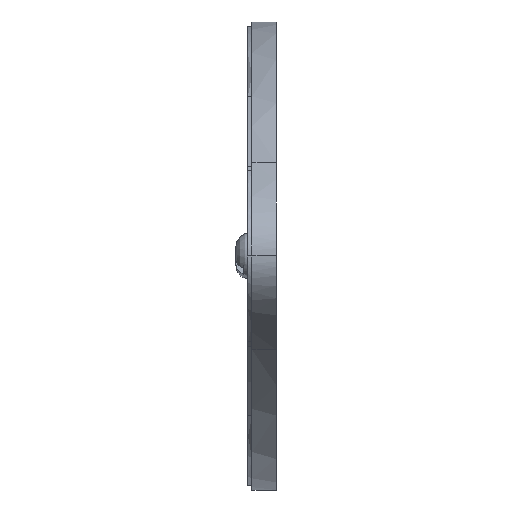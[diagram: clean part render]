
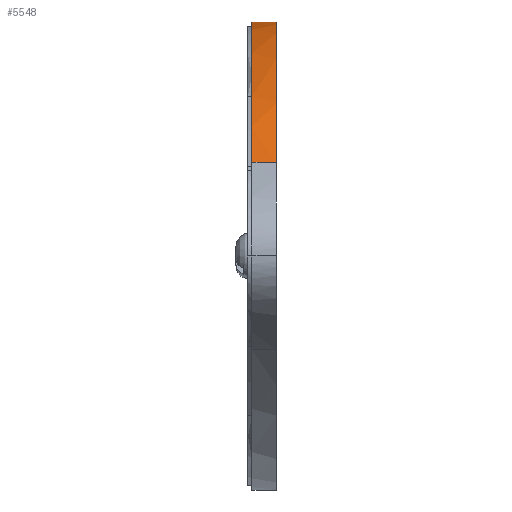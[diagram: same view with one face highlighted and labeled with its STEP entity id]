
A CAD part, left-side view. The second image highlights one B-rep face of the part: STEP entity #5548.
In plain terms, the highlighted free-form (B-spline) face has degree [2, 1] with [3, 2] control points.
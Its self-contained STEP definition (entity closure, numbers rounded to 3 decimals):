
#142=B_SPLINE_SURFACE_WITH_KNOTS('',2,1,((#10851,#10852),(#10853,#10854),
(#10855,#10856)),.UNSPECIFIED.,.F.,.F.,.F.,(3,3),(2,2),(0.,1.),(0.,1.),
 .UNSPECIFIED.);
#393=B_SPLINE_CURVE_WITH_KNOTS('',2,(#8461,#8462,#8463),.UNSPECIFIED.,.F.,
 .F.,(3,3),(0.,1.),.UNSPECIFIED.);
#411=B_SPLINE_CURVE_WITH_KNOTS('',3,(#8657,#8658,#8659,#8660),
 .UNSPECIFIED.,.F.,.F.,(4,4),(-12.359,0.),.UNSPECIFIED.);
#881=FACE_OUTER_BOUND('',#1202,.T.);
#1202=EDGE_LOOP('',(#5129,#5130,#5131,#5132));
#1621=LINE('',#10850,#2039);
#1622=LINE('',#10857,#2040);
#2039=VECTOR('',#6542,10.);
#2040=VECTOR('',#6543,10.);
#2294=VERTEX_POINT('',#8456);
#2295=VERTEX_POINT('',#8460);
#2328=VERTEX_POINT('',#8651);
#2329=VERTEX_POINT('',#8656);
#2937=EDGE_CURVE('',#2295,#2294,#393,.T.);
#2980=EDGE_CURVE('',#2329,#2328,#411,.T.);
#3485=EDGE_CURVE('',#2294,#2329,#1621,.T.);
#3486=EDGE_CURVE('',#2295,#2328,#1622,.T.);
#5129=ORIENTED_EDGE('',*,*,#2980,.T.);
#5130=ORIENTED_EDGE('',*,*,#3486,.F.);
#5131=ORIENTED_EDGE('',*,*,#2937,.T.);
#5132=ORIENTED_EDGE('',*,*,#3485,.T.);
#5548=ADVANCED_FACE('',(#881),#142,.T.);
#6542=DIRECTION('',(0.,1.,0.));
#6543=DIRECTION('',(0.,1.,0.));
#8456=CARTESIAN_POINT('',(0.73,0.,58.413));
#8460=CARTESIAN_POINT('',(-115.148,0.,23.317));
#8461=CARTESIAN_POINT('Ctrl Pts',(-115.148,0.,23.317));
#8462=CARTESIAN_POINT('Ctrl Pts',(-61.11,0.,58.413));
#8463=CARTESIAN_POINT('Ctrl Pts',(0.73,0.,58.413));
#8651=CARTESIAN_POINT('',(-115.148,6.,23.317));
#8656=CARTESIAN_POINT('',(0.73,6.,58.413));
#8657=CARTESIAN_POINT('Ctrl Pts',(0.73,6.,58.413));
#8658=CARTESIAN_POINT('Ctrl Pts',(-40.496,6.,58.413));
#8659=CARTESIAN_POINT('Ctrl Pts',(-79.122,6.,46.714));
#8660=CARTESIAN_POINT('Ctrl Pts',(-115.148,6.,23.317));
#10850=CARTESIAN_POINT('',(0.73,0.,58.413));
#10851=CARTESIAN_POINT('Ctrl Pts',(-115.148,0.,23.317));
#10852=CARTESIAN_POINT('Ctrl Pts',(-115.148,10.,23.317));
#10853=CARTESIAN_POINT('Ctrl Pts',(-61.11,0.,58.413));
#10854=CARTESIAN_POINT('Ctrl Pts',(-61.11,10.,58.413));
#10855=CARTESIAN_POINT('Ctrl Pts',(0.73,0.,58.413));
#10856=CARTESIAN_POINT('Ctrl Pts',(0.73,10.,58.413));
#10857=CARTESIAN_POINT('',(-115.148,0.,23.317));
